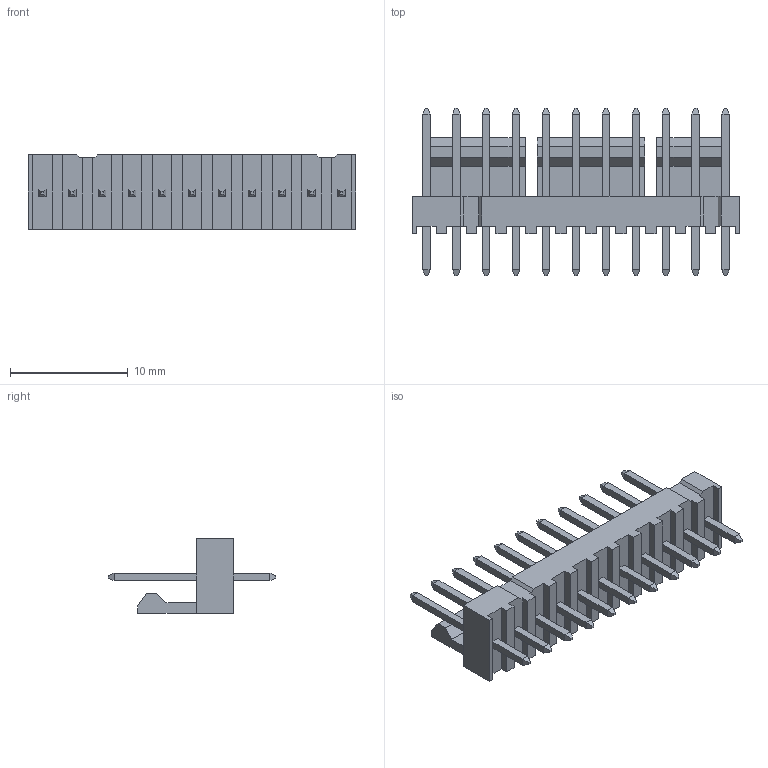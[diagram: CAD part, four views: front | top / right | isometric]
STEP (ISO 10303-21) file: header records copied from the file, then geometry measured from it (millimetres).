
FILE_DESCRIPTION(('STEP AP242'),'1');
FILE_NAME('0022232111.stp','2025-01-18T09:39:11',('TraceParts'),('TraceParts S.A.'),'Spatial InterOp 3D',' ',' ');
FILE_SCHEMA(('AP242_MANAGED_MODEL_BASED_3D_ENGINEERING_MIM_LF {1 0 10303 442 1 1 4}'));
Length unit declared in the file: millimetre
Products named in the file (1): 0022232111_1
Bounding box: 27.79 x 14.22 x 6.35 mm (x, y, z)
Volume: 667.8 mm3; surface area: 1229.1 mm2
Topology: 1 solids, 1 shells, 277 faces, 693 edges, 462 vertices
Faces by surface type: plane 277
Entity records: 7999 total; most frequent: CARTESIAN_POINT 1390, ORIENTED_EDGE 1342, DIRECTION 1273, EDGE_CURVE 671, LINE 671, VECTOR 671, VERTEX_POINT 418, AXIS2_PLACEMENT_3D 301
